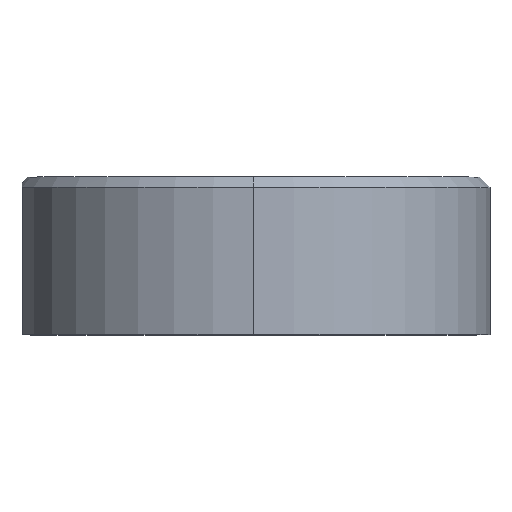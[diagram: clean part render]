
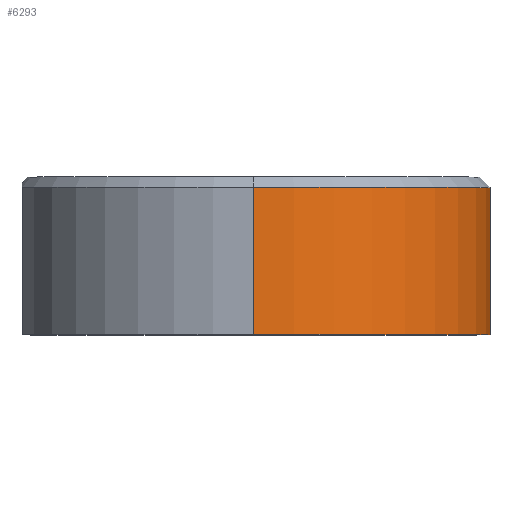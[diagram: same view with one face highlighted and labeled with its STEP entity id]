
A CAD part, top view. The second image highlights one B-rep face of the part: STEP entity #6293.
In plain terms, the highlighted cylindrical face has radius 22.5 mm (diameter 45 mm), a partial arc.
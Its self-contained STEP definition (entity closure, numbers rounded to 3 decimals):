
#517 = CARTESIAN_POINT ( 'NONE',  ( 0., 15., 22.5 ) ) ;
#1109 = FACE_OUTER_BOUND ( 'NONE', #2337, .T. ) ;
#1111 = ORIENTED_EDGE ( 'NONE', *, *, #4739, .T. ) ;
#1312 = EDGE_CURVE ( 'NONE', #7704, #7130, #2857, .T. ) ;
#1909 = CARTESIAN_POINT ( 'NONE',  ( 0., 14., 0. ) ) ;
#2333 = DIRECTION ( 'NONE',  ( 0., 1., 0. ) ) ;
#2337 = EDGE_LOOP ( 'NONE', ( #1111, #4345, #6862, #7822 ) ) ;
#2810 = LINE ( 'NONE', #517, #6942 ) ;
#2857 = CIRCLE ( 'NONE', #7595, 22.5 ) ;
#2967 = CARTESIAN_POINT ( 'NONE',  ( 0., 14., 22.5 ) ) ;
#3581 = DIRECTION ( 'NONE',  ( 0., 0., 1. ) ) ;
#4345 = ORIENTED_EDGE ( 'NONE', *, *, #14156, .T. ) ;
#4378 = LINE ( 'NONE', #13421, #7643 ) ;
#4739 = EDGE_CURVE ( 'NONE', #5021, #12853, #6380, .T. ) ;
#5021 = VERTEX_POINT ( 'NONE', #8935 ) ;
#6293 = ADVANCED_FACE ( 'NONE', ( #1109 ), #13397, .T. ) ;
#6380 = CIRCLE ( 'NONE', #8029, 22.5 ) ;
#6444 = DIRECTION ( 'NONE',  ( 0., 0., -1. ) ) ;
#6862 = ORIENTED_EDGE ( 'NONE', *, *, #1312, .T. ) ;
#6942 = VECTOR ( 'NONE', #8455, 1000. ) ;
#7130 = VERTEX_POINT ( 'NONE', #7236 ) ;
#7236 = CARTESIAN_POINT ( 'NONE',  ( 0., 0., -22.5 ) ) ;
#7325 = AXIS2_PLACEMENT_3D ( 'NONE', #11107, #14364, #6444 ) ;
#7595 = AXIS2_PLACEMENT_3D ( 'NONE', #10407, #2333, #3581 ) ;
#7643 = VECTOR ( 'NONE', #9139, 1000. ) ;
#7704 = VERTEX_POINT ( 'NONE', #10054 ) ;
#7822 = ORIENTED_EDGE ( 'NONE', *, *, #13106, .F. ) ;
#8029 = AXIS2_PLACEMENT_3D ( 'NONE', #1909, #9988, #14352 ) ;
#8455 = DIRECTION ( 'NONE',  ( 0., -1., 0. ) ) ;
#8935 = CARTESIAN_POINT ( 'NONE',  ( 0., 14., -22.5 ) ) ;
#9139 = DIRECTION ( 'NONE',  ( 0., -1., 0. ) ) ;
#9988 = DIRECTION ( 'NONE',  ( 0., -1., 0. ) ) ;
#10054 = CARTESIAN_POINT ( 'NONE',  ( 0., 0., 22.5 ) ) ;
#10407 = CARTESIAN_POINT ( 'NONE',  ( 0., 0., 0. ) ) ;
#11107 = CARTESIAN_POINT ( 'NONE',  ( 0., 15., 0. ) ) ;
#12853 = VERTEX_POINT ( 'NONE', #2967 ) ;
#13106 = EDGE_CURVE ( 'NONE', #5021, #7130, #4378, .T. ) ;
#13397 = CYLINDRICAL_SURFACE ( 'NONE', #7325, 22.5 ) ;
#13421 = CARTESIAN_POINT ( 'NONE',  ( 0., 15., -22.5 ) ) ;
#14156 = EDGE_CURVE ( 'NONE', #12853, #7704, #2810, .T. ) ;
#14352 = DIRECTION ( 'NONE',  ( 0., 0., 1. ) ) ;
#14364 = DIRECTION ( 'NONE',  ( 0., -1., 0. ) ) ;
